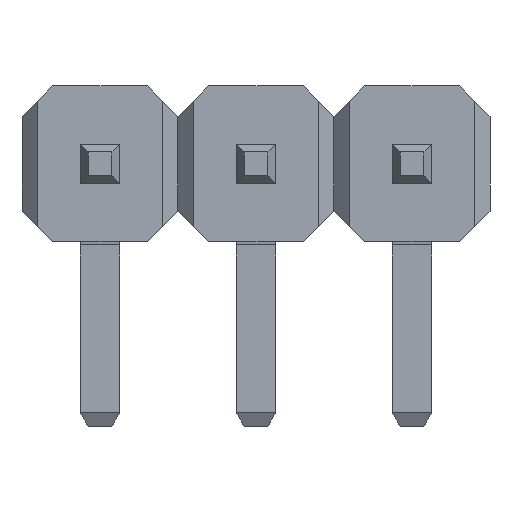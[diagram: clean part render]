
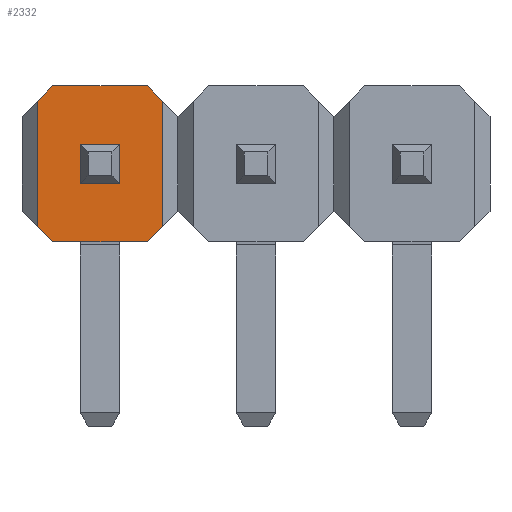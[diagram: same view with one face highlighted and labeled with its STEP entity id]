
A CAD part, front view. The second image highlights one B-rep face of the part: STEP entity #2332.
In plain terms, the highlighted face is planar.
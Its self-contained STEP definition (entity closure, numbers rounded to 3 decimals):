
#20=FACE_BOUND('',#188,.T.);
#55=FACE_OUTER_BOUND('',#187,.T.);
#187=EDGE_LOOP('',(#1566,#1567,#1568,#1569,#1570,#1571,#1572,#1573));
#188=EDGE_LOOP('',(#1574,#1575,#1576,#1577));
#326=LINE('',#3243,#638);
#334=LINE('',#3262,#646);
#347=LINE('',#3288,#659);
#349=LINE('',#3291,#661);
#366=LINE('',#3329,#678);
#367=LINE('',#3331,#679);
#368=LINE('',#3333,#680);
#369=LINE('',#3335,#681);
#370=LINE('',#3337,#682);
#371=LINE('',#3339,#683);
#372=LINE('',#3341,#684);
#373=LINE('',#3342,#685);
#638=VECTOR('',#2631,10.);
#646=VECTOR('',#2647,10.);
#659=VECTOR('',#2672,10.);
#661=VECTOR('',#2676,10.);
#678=VECTOR('',#2715,2.04);
#679=VECTOR('',#2716,0.354);
#680=VECTOR('',#2717,1.54);
#681=VECTOR('',#2718,0.354);
#682=VECTOR('',#2719,2.04);
#683=VECTOR('',#2720,0.354);
#684=VECTOR('',#2721,1.54);
#685=VECTOR('',#2722,0.354);
#950=VERTEX_POINT('',#3241);
#951=VERTEX_POINT('',#3242);
#958=VERTEX_POINT('',#3261);
#965=VERTEX_POINT('',#3287);
#974=VERTEX_POINT('',#3327);
#975=VERTEX_POINT('',#3328);
#976=VERTEX_POINT('',#3330);
#977=VERTEX_POINT('',#3332);
#978=VERTEX_POINT('',#3334);
#979=VERTEX_POINT('',#3336);
#980=VERTEX_POINT('',#3338);
#981=VERTEX_POINT('',#3340);
#1156=EDGE_CURVE('',#950,#951,#326,.T.);
#1166=EDGE_CURVE('',#958,#950,#334,.T.);
#1179=EDGE_CURVE('',#965,#958,#347,.T.);
#1181=EDGE_CURVE('',#951,#965,#349,.T.);
#1198=EDGE_CURVE('',#974,#975,#366,.T.);
#1199=EDGE_CURVE('',#974,#976,#367,.T.);
#1200=EDGE_CURVE('',#977,#976,#368,.T.);
#1201=EDGE_CURVE('',#977,#978,#369,.T.);
#1202=EDGE_CURVE('',#979,#978,#370,.T.);
#1203=EDGE_CURVE('',#979,#980,#371,.T.);
#1204=EDGE_CURVE('',#981,#980,#372,.T.);
#1205=EDGE_CURVE('',#981,#975,#373,.T.);
#1566=ORIENTED_EDGE('',*,*,#1198,.F.);
#1567=ORIENTED_EDGE('',*,*,#1199,.T.);
#1568=ORIENTED_EDGE('',*,*,#1200,.F.);
#1569=ORIENTED_EDGE('',*,*,#1201,.T.);
#1570=ORIENTED_EDGE('',*,*,#1202,.F.);
#1571=ORIENTED_EDGE('',*,*,#1203,.T.);
#1572=ORIENTED_EDGE('',*,*,#1204,.F.);
#1573=ORIENTED_EDGE('',*,*,#1205,.T.);
#1574=ORIENTED_EDGE('',*,*,#1166,.T.);
#1575=ORIENTED_EDGE('',*,*,#1156,.T.);
#1576=ORIENTED_EDGE('',*,*,#1181,.T.);
#1577=ORIENTED_EDGE('',*,*,#1179,.T.);
#2135=PLANE('',#2485);
#2332=ADVANCED_FACE('',(#55,#20),#2135,.F.);
#2485=AXIS2_PLACEMENT_3D('',#3326,#2713,#2714);
#2631=DIRECTION('',(1.,0.,0.));
#2647=DIRECTION('',(0.,0.,-1.));
#2672=DIRECTION('',(-1.,0.,0.));
#2676=DIRECTION('',(0.,0.,1.));
#2713=DIRECTION('center_axis',(0.,-1.,0.));
#2714=DIRECTION('ref_axis',(-1.,0.,0.));
#2715=DIRECTION('',(0.,0.,1.));
#2716=DIRECTION('',(-0.707,0.,-0.707));
#2717=DIRECTION('',(1.,0.,0.));
#2718=DIRECTION('',(-0.707,0.,0.707));
#2719=DIRECTION('',(0.,0.,-1.));
#2720=DIRECTION('',(0.707,0.,0.707));
#2721=DIRECTION('',(-1.,0.,0.));
#2722=DIRECTION('',(0.707,0.,-0.707));
#3241=CARTESIAN_POINT('',(2.22,0.,-0.32));
#3242=CARTESIAN_POINT('',(2.86,0.,-0.32));
#3243=CARTESIAN_POINT('',(1.11,0.,-0.32));
#3261=CARTESIAN_POINT('',(2.22,0.,0.32));
#3262=CARTESIAN_POINT('',(2.22,0.,0.16));
#3287=CARTESIAN_POINT('',(2.86,0.,0.32));
#3288=CARTESIAN_POINT('',(1.43,0.,0.32));
#3291=CARTESIAN_POINT('',(2.86,0.,-0.16));
#3326=CARTESIAN_POINT('Origin',(0.,0.,0.));
#3327=CARTESIAN_POINT('',(3.56,0.,-1.02));
#3328=CARTESIAN_POINT('',(3.56,0.,1.02));
#3329=CARTESIAN_POINT('',(3.56,0.,-1.02));
#3330=CARTESIAN_POINT('',(3.31,0.,-1.27));
#3331=CARTESIAN_POINT('',(3.56,0.,-1.02));
#3332=CARTESIAN_POINT('',(1.77,0.,-1.27));
#3333=CARTESIAN_POINT('',(1.77,0.,-1.27));
#3334=CARTESIAN_POINT('',(1.52,0.,-1.02));
#3335=CARTESIAN_POINT('',(1.77,0.,-1.27));
#3336=CARTESIAN_POINT('',(1.52,0.,1.02));
#3337=CARTESIAN_POINT('',(1.52,0.,1.02));
#3338=CARTESIAN_POINT('',(1.77,0.,1.27));
#3339=CARTESIAN_POINT('',(1.52,0.,1.02));
#3340=CARTESIAN_POINT('',(3.31,0.,1.27));
#3341=CARTESIAN_POINT('',(3.31,0.,1.27));
#3342=CARTESIAN_POINT('',(3.31,0.,1.27));
